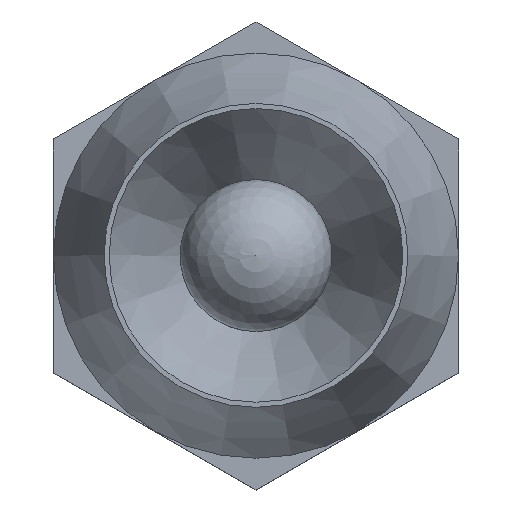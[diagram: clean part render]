
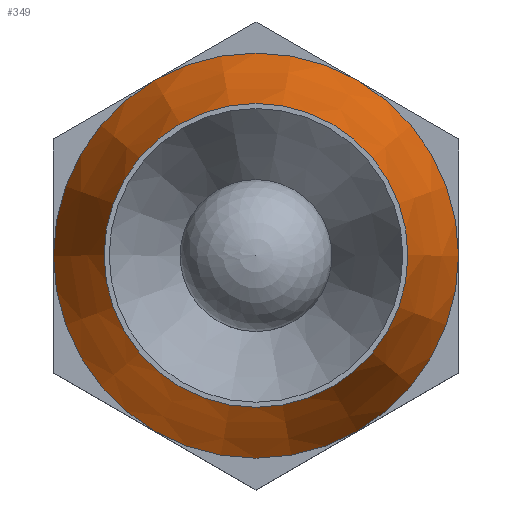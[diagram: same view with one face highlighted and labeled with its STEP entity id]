
A CAD part, top view. The second image highlights one B-rep face of the part: STEP entity #349.
In plain terms, the highlighted conical face has half-angle 18.435 degrees and reference radius 3.5 mm.
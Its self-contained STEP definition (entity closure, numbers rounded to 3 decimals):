
#19=CONICAL_SURFACE('',#404,3.5,0.322);
#59=FACE_OUTER_BOUND('',#86,.T.);
#86=EDGE_LOOP('',(#318,#319,#320,#321,#322,#323));
#111=LINE('',#612,#136);
#136=VECTOR('',#513,3.5);
#144=CIRCLE('',#385,3.);
#145=CIRCLE('',#386,3.);
#155=CIRCLE('',#402,4.);
#156=CIRCLE('',#403,4.);
#176=VERTEX_POINT('',#576);
#177=VERTEX_POINT('',#577);
#187=VERTEX_POINT('',#607);
#188=VERTEX_POINT('',#608);
#217=EDGE_CURVE('',#176,#177,#144,.T.);
#218=EDGE_CURVE('',#177,#176,#145,.T.);
#231=EDGE_CURVE('',#187,#188,#155,.T.);
#232=EDGE_CURVE('',#188,#187,#156,.T.);
#233=EDGE_CURVE('',#177,#188,#111,.T.);
#318=ORIENTED_EDGE('',*,*,#217,.F.);
#319=ORIENTED_EDGE('',*,*,#218,.F.);
#320=ORIENTED_EDGE('',*,*,#233,.T.);
#321=ORIENTED_EDGE('',*,*,#232,.T.);
#322=ORIENTED_EDGE('',*,*,#231,.T.);
#323=ORIENTED_EDGE('',*,*,#233,.F.);
#349=ADVANCED_FACE('',(#59),#19,.T.);
#385=AXIS2_PLACEMENT_3D('',#578,#470,#471);
#386=AXIS2_PLACEMENT_3D('',#579,#472,#473);
#402=AXIS2_PLACEMENT_3D('',#609,#507,#508);
#403=AXIS2_PLACEMENT_3D('',#610,#509,#510);
#404=AXIS2_PLACEMENT_3D('',#611,#511,#512);
#470=DIRECTION('center_axis',(0.,0.,1.));
#471=DIRECTION('ref_axis',(1.,0.,0.));
#472=DIRECTION('center_axis',(0.,0.,1.));
#473=DIRECTION('ref_axis',(1.,0.,0.));
#507=DIRECTION('center_axis',(0.,0.,1.));
#508=DIRECTION('ref_axis',(1.,0.,0.));
#509=DIRECTION('center_axis',(0.,0.,1.));
#510=DIRECTION('ref_axis',(1.,0.,0.));
#511=DIRECTION('center_axis',(0.,0.,-1.));
#512=DIRECTION('ref_axis',(1.,0.,0.));
#513=DIRECTION('',(-0.316,0.,-0.949));
#576=CARTESIAN_POINT('',(3.,0.,3.));
#577=CARTESIAN_POINT('',(-3.,0.,3.));
#578=CARTESIAN_POINT('Origin',(0.,0.,3.));
#579=CARTESIAN_POINT('Origin',(0.,0.,3.));
#607=CARTESIAN_POINT('',(4.,0.,0.));
#608=CARTESIAN_POINT('',(-4.,0.,0.));
#609=CARTESIAN_POINT('Origin',(0.,0.,0.));
#610=CARTESIAN_POINT('Origin',(0.,0.,0.));
#611=CARTESIAN_POINT('Origin',(0.,0.,1.5));
#612=CARTESIAN_POINT('',(-3.5,0.,1.5));
